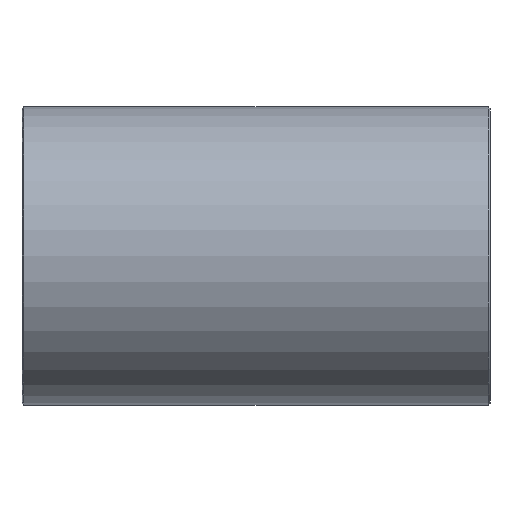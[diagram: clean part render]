
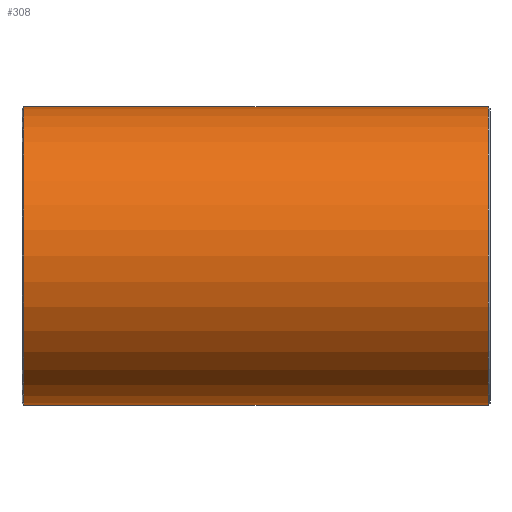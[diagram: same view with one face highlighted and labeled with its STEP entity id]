
A CAD part, front view. The second image highlights one B-rep face of the part: STEP entity #308.
In plain terms, the highlighted cylindrical face has radius 161.925 mm (diameter 323.85 mm), a partial arc.
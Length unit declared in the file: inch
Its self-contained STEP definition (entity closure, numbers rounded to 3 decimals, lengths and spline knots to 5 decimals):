
#68 = CARTESIAN_POINT ( 'NONE',  ( -9.91667, 0., 0. ) ) ;
#141 = VERTEX_POINT ( 'NONE', #462 ) ;
#167 = VERTEX_POINT ( 'NONE', #239 ) ;
#188 = ORIENTED_EDGE ( 'NONE', *, *, #602, .F. ) ;
#223 = CARTESIAN_POINT ( 'NONE',  ( 10., 0., 0. ) ) ;
#228 = DIRECTION ( 'NONE',  ( -1., 0., 0. ) ) ;
#235 = DIRECTION ( 'NONE',  ( 0., 0., 1. ) ) ;
#239 = CARTESIAN_POINT ( 'NONE',  ( -9.91667, 0., 6.375 ) ) ;
#264 = AXIS2_PLACEMENT_3D ( 'NONE', #68, #516, #773 ) ;
#282 = EDGE_CURVE ( 'NONE', #830, #141, #776, .T. ) ;
#288 = CARTESIAN_POINT ( 'NONE',  ( -9.91667, 0., -6.375 ) ) ;
#296 = DIRECTION ( 'NONE',  ( -1., 0., 0. ) ) ;
#297 = DIRECTION ( 'NONE',  ( 0., 0., -1. ) ) ;
#308 = ADVANCED_FACE ( 'NONE', ( #805 ), #350, .T. ) ;
#350 = CYLINDRICAL_SURFACE ( 'NONE', #352, 6.375 ) ;
#352 = AXIS2_PLACEMENT_3D ( 'NONE', #223, #748, #235 ) ;
#355 = CARTESIAN_POINT ( 'NONE',  ( 9.91667, 0., 0. ) ) ;
#412 = VECTOR ( 'NONE', #296, 39.37008 ) ;
#413 = LINE ( 'NONE', #808, #452 ) ;
#416 = LINE ( 'NONE', #734, #412 ) ;
#438 = ORIENTED_EDGE ( 'NONE', *, *, #282, .T. ) ;
#452 = VECTOR ( 'NONE', #228, 39.37008 ) ;
#462 = CARTESIAN_POINT ( 'NONE',  ( 9.91667, 0., 6.375 ) ) ;
#479 = ORIENTED_EDGE ( 'NONE', *, *, #756, .T. ) ;
#485 = EDGE_CURVE ( 'NONE', #167, #630, #620, .T. ) ;
#516 = DIRECTION ( 'NONE',  ( 1., 0., 0. ) ) ;
#557 = DIRECTION ( 'NONE',  ( -1., 0., 0. ) ) ;
#568 = ORIENTED_EDGE ( 'NONE', *, *, #485, .T. ) ;
#597 = EDGE_LOOP ( 'NONE', ( #188, #438, #479, #568 ) ) ;
#602 = EDGE_CURVE ( 'NONE', #830, #630, #416, .T. ) ;
#620 = CIRCLE ( 'NONE', #264, 6.375 ) ;
#630 = VERTEX_POINT ( 'NONE', #288 ) ;
#734 = CARTESIAN_POINT ( 'NONE',  ( 10., 0., -6.375 ) ) ;
#747 = CARTESIAN_POINT ( 'NONE',  ( 9.91667, 0., -6.375 ) ) ;
#748 = DIRECTION ( 'NONE',  ( -1., 0., 0. ) ) ;
#756 = EDGE_CURVE ( 'NONE', #141, #167, #413, .T. ) ;
#773 = DIRECTION ( 'NONE',  ( 0., 0., 1. ) ) ;
#775 = AXIS2_PLACEMENT_3D ( 'NONE', #355, #557, #297 ) ;
#776 = CIRCLE ( 'NONE', #775, 6.375 ) ;
#805 = FACE_OUTER_BOUND ( 'NONE', #597, .T. ) ;
#808 = CARTESIAN_POINT ( 'NONE',  ( 10., 0., 6.375 ) ) ;
#830 = VERTEX_POINT ( 'NONE', #747 ) ;
